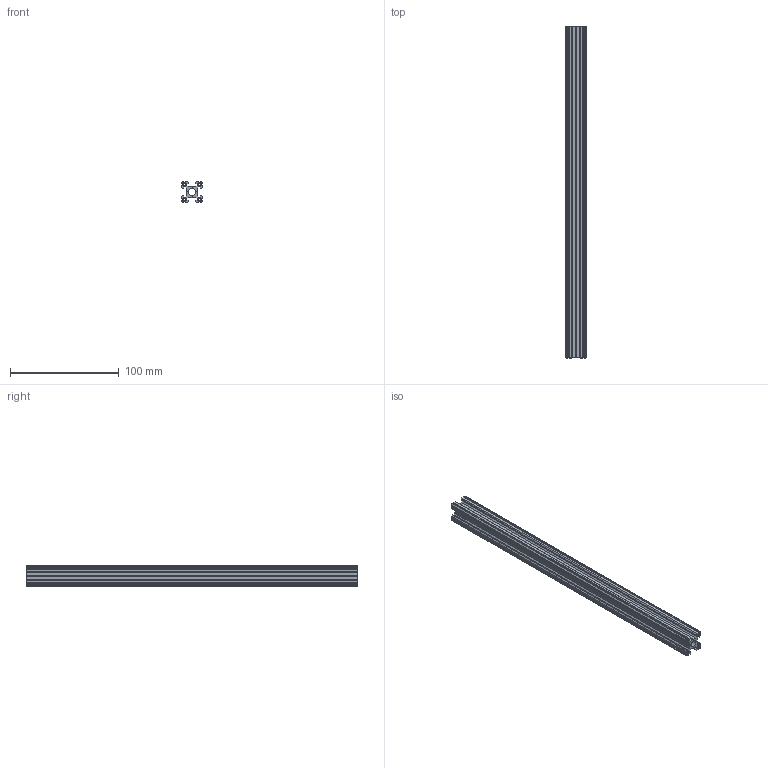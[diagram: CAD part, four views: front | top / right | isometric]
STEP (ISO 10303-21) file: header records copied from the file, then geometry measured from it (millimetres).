
FILE_DESCRIPTION (( 'STEP AP203' ), '1' );
FILE_NAME ('585746.STEP', '2017-05-15T16:19:07', ( '' ), ( '' ), 'SwSTEP 2.0', 'SolidWorks 2016', '' );
FILE_SCHEMA (( 'CONFIG_CONTROL_DESIGN' ));
Length unit declared in the file: inch
Products named in the file (1): 585746
Bounding box: 19.05 x 304.8 x 19.05 mm (x, y, z)
Volume: 45218.2 mm3; surface area: 57212.4 mm2
Topology: 1 solids, 1 shells, 636 faces, 1902 edges, 1268 vertices
Faces by surface type: cylinder 522, plane 90, bspline 16, cone 8
Entity records: 33187 total; most frequent: CARTESIAN_POINT 19113, ORIENTED_EDGE 3804, DIRECTION 2140, EDGE_CURVE 1902, VERTEX_POINT 1268, LINE 778, VECTOR 778, AXIS2_PLACEMENT_3D 681
